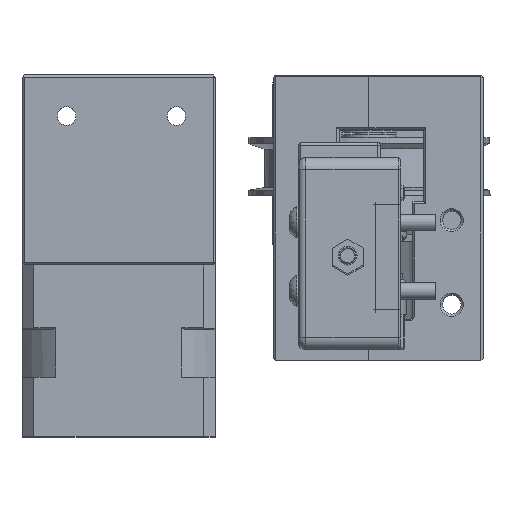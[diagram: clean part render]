
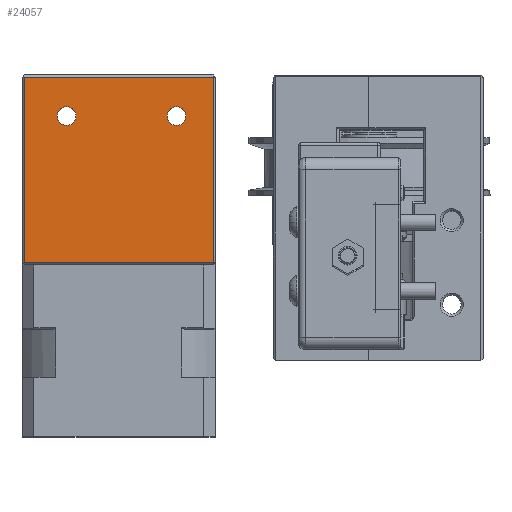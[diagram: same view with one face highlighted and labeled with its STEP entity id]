
A CAD part, top view. The second image highlights one B-rep face of the part: STEP entity #24057.
In plain terms, the highlighted face is planar.
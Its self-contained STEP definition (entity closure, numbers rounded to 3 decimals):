
#872=FACE_BOUND('',#5899,.T.);
#873=FACE_BOUND('',#5900,.T.);
#2422=CIRCLE('',#26824,1.7);
#2423=CIRCLE('',#26825,1.7);
#4371=FACE_OUTER_BOUND('',#5898,.T.);
#5898=EDGE_LOOP('',(#21216,#21217,#21218,#21219));
#5899=EDGE_LOOP('',(#21220));
#5900=EDGE_LOOP('',(#21221));
#7594=LINE('',#47202,#9330);
#7599=LINE('',#47212,#9335);
#7603=LINE('',#47220,#9339);
#7604=LINE('',#47221,#9340);
#9330=VECTOR('',#33306,10.);
#9335=VECTOR('',#33313,10.);
#9339=VECTOR('',#33319,10.);
#9340=VECTOR('',#33320,10.);
#11446=VERTEX_POINT('',#47199);
#11447=VERTEX_POINT('',#47201);
#11451=VERTEX_POINT('',#47211);
#11454=VERTEX_POINT('',#47219);
#11455=VERTEX_POINT('',#47222);
#11456=VERTEX_POINT('',#47224);
#14755=EDGE_CURVE('',#11446,#11447,#7594,.T.);
#14760=EDGE_CURVE('',#11447,#11451,#7599,.T.);
#14764=EDGE_CURVE('',#11454,#11446,#7603,.T.);
#14765=EDGE_CURVE('',#11451,#11454,#7604,.T.);
#14766=EDGE_CURVE('',#11455,#11455,#2422,.T.);
#14767=EDGE_CURVE('',#11456,#11456,#2423,.T.);
#21216=ORIENTED_EDGE('',*,*,#14755,.F.);
#21217=ORIENTED_EDGE('',*,*,#14764,.F.);
#21218=ORIENTED_EDGE('',*,*,#14765,.F.);
#21219=ORIENTED_EDGE('',*,*,#14760,.F.);
#21220=ORIENTED_EDGE('',*,*,#14766,.T.);
#21221=ORIENTED_EDGE('',*,*,#14767,.T.);
#22784=PLANE('',#26823);
#24057=ADVANCED_FACE('',(#4371,#872,#873),#22784,.T.);
#26823=AXIS2_PLACEMENT_3D('',#47218,#33317,#33318);
#26824=AXIS2_PLACEMENT_3D('',#47223,#33321,#33322);
#26825=AXIS2_PLACEMENT_3D('',#47225,#33323,#33324);
#33306=DIRECTION('',(1.,0.,0.));
#33313=DIRECTION('',(0.,1.,0.));
#33317=DIRECTION('center_axis',(0.,0.,-1.));
#33318=DIRECTION('ref_axis',(-1.,0.,0.));
#33319=DIRECTION('',(0.,-1.,0.));
#33320=DIRECTION('',(-1.,0.,0.));
#33321=DIRECTION('center_axis',(0.,0.,1.));
#33322=DIRECTION('ref_axis',(1.,0.,0.));
#33323=DIRECTION('center_axis',(0.,0.,1.));
#33324=DIRECTION('ref_axis',(1.,0.,0.));
#47199=CARTESIAN_POINT('',(-5.349,-247.819,-6.074));
#47201=CARTESIAN_POINT('',(28.351,-247.819,-6.074));
#47202=CARTESIAN_POINT('',(6.251,-247.819,-6.074));
#47211=CARTESIAN_POINT('',(28.351,-213.419,-6.074));
#47212=CARTESIAN_POINT('',(28.351,-238.345,-6.074));
#47218=CARTESIAN_POINT('Origin',(6.251,-246.071,-6.074));
#47219=CARTESIAN_POINT('',(-5.349,-213.419,-6.074));
#47220=CARTESIAN_POINT('',(-5.349,-238.345,-6.074));
#47221=CARTESIAN_POINT('',(1.251,-213.419,-6.074));
#47222=CARTESIAN_POINT('',(19.551,-220.1,-6.074));
#47223=CARTESIAN_POINT('Origin',(21.251,-220.1,-6.074));
#47224=CARTESIAN_POINT('',(19.551,-240.1,-6.074));
#47225=CARTESIAN_POINT('Origin',(21.251,-240.1,-6.074));
